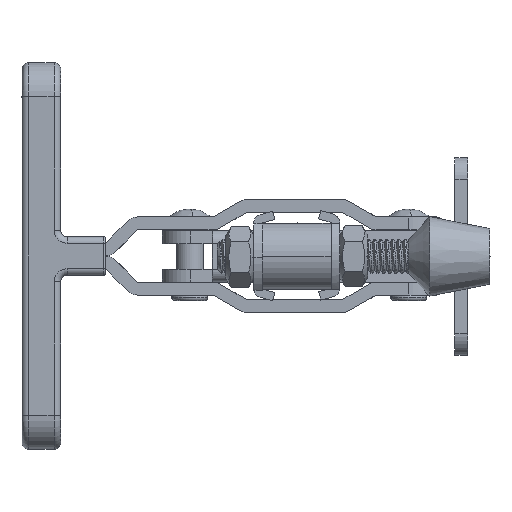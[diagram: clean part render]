
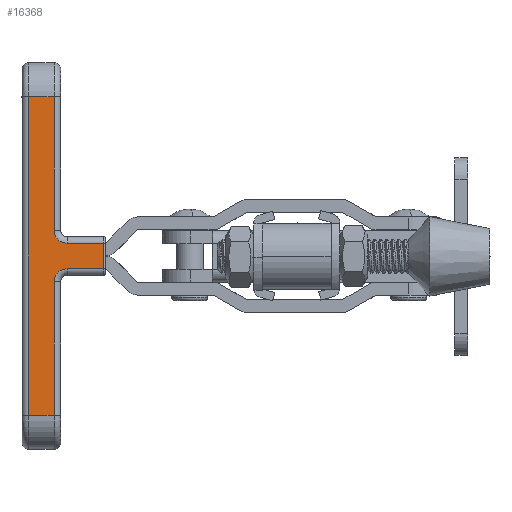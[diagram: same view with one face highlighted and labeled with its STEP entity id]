
A CAD part, left-side view. The second image highlights one B-rep face of the part: STEP entity #16368.
In plain terms, the highlighted face is planar.
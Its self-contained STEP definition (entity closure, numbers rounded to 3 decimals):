
#373 = VERTEX_POINT ( 'NONE', #2167 ) ;
#973 = ORIENTED_EDGE ( 'NONE', *, *, #7529, .T. ) ;
#1193 = VERTEX_POINT ( 'NONE', #25102 ) ;
#1262 = CARTESIAN_POINT ( 'NONE',  ( 3., -6., 14.3 ) ) ;
#1570 = EDGE_CURVE ( 'NONE', #1193, #30744, #10601, .T. ) ;
#1832 = EDGE_CURVE ( 'NONE', #6834, #30531, #20040, .T. ) ;
#2028 = CARTESIAN_POINT ( 'NONE',  ( 3., 6., 14.3 ) ) ;
#2062 = LINE ( 'NONE', #2492, #30368 ) ;
#2167 = CARTESIAN_POINT ( 'NONE',  ( 3., 37.1, 14.3 ) ) ;
#2492 = CARTESIAN_POINT ( 'NONE',  ( 3., -37.1, 14.3 ) ) ;
#2631 = CIRCLE ( 'NONE', #3566, 3. ) ;
#3030 = AXIS2_PLACEMENT_3D ( 'NONE', #15908, #35206, #18782 ) ;
#3140 = DIRECTION ( 'NONE',  ( 0., 1., 0. ) ) ;
#3335 = VECTOR ( 'NONE', #3140, 1000. ) ;
#3566 = AXIS2_PLACEMENT_3D ( 'NONE', #11346, #30529, #14115 ) ;
#4280 = DIRECTION ( 'NONE',  ( 1., 0., 0. ) ) ;
#4691 = EDGE_LOOP ( 'NONE', ( #14169, #32380, #24315, #24402, #12612, #19202, #973, #26577, #15966, #35006 ) ) ;
#5108 = AXIS2_PLACEMENT_3D ( 'NONE', #21144, #18025, #11107 ) ;
#5250 = DIRECTION ( 'NONE',  ( 0., 1., 0. ) ) ;
#5624 = VECTOR ( 'NONE', #25983, 1000. ) ;
#5840 = LINE ( 'NONE', #32793, #20408 ) ;
#6180 = VERTEX_POINT ( 'NONE', #11780 ) ;
#6834 = VERTEX_POINT ( 'NONE', #7997 ) ;
#6933 = CARTESIAN_POINT ( 'NONE',  ( -4.5, 37.1, 14.3 ) ) ;
#7529 = EDGE_CURVE ( 'NONE', #12362, #6180, #28505, .T. ) ;
#7645 = CARTESIAN_POINT ( 'NONE',  ( -3., 37.1, 14.3 ) ) ;
#7997 = CARTESIAN_POINT ( 'NONE',  ( 6., -3., 14.3 ) ) ;
#8138 = DIRECTION ( 'NONE',  ( 0., 1., 0. ) ) ;
#8452 = VERTEX_POINT ( 'NONE', #35550 ) ;
#8520 = VERTEX_POINT ( 'NONE', #27510 ) ;
#10601 = LINE ( 'NONE', #30915, #3335 ) ;
#10920 = VECTOR ( 'NONE', #4280, 1000. ) ;
#11107 = DIRECTION ( 'NONE',  ( -1., 0., 0. ) ) ;
#11346 = CARTESIAN_POINT ( 'NONE',  ( 6., 6., 14.3 ) ) ;
#11780 = CARTESIAN_POINT ( 'NONE',  ( -3., -37.1, 14.3 ) ) ;
#12362 = VERTEX_POINT ( 'NONE', #7645 ) ;
#12612 = ORIENTED_EDGE ( 'NONE', *, *, #14999, .T. ) ;
#14115 = DIRECTION ( 'NONE',  ( -1., 0., 0. ) ) ;
#14169 = ORIENTED_EDGE ( 'NONE', *, *, #24070, .T. ) ;
#14818 = DIRECTION ( 'NONE',  ( 1., 0., 0. ) ) ;
#14999 = EDGE_CURVE ( 'NONE', #23728, #373, #2062, .T. ) ;
#15060 = VECTOR ( 'NONE', #8138, 1000. ) ;
#15908 = CARTESIAN_POINT ( 'NONE',  ( -4.5, -37.1, 14.3 ) ) ;
#15966 = ORIENTED_EDGE ( 'NONE', *, *, #24356, .T. ) ;
#16368 = ADVANCED_FACE ( 'NONE', ( #26520 ), #24217, .F. ) ;
#16392 = DIRECTION ( 'NONE',  ( -1., 0., 0. ) ) ;
#17580 = CARTESIAN_POINT ( 'NONE',  ( 15., -3., 14.3 ) ) ;
#18025 = DIRECTION ( 'NONE',  ( 0., 0., 1. ) ) ;
#18782 = DIRECTION ( 'NONE',  ( -1., 0., 0. ) ) ;
#19202 = ORIENTED_EDGE ( 'NONE', *, *, #28143, .F. ) ;
#20040 = CIRCLE ( 'NONE', #5108, 3. ) ;
#20183 = LINE ( 'NONE', #23256, #5624 ) ;
#20197 = EDGE_CURVE ( 'NONE', #30744, #8520, #5840, .T. ) ;
#20408 = VECTOR ( 'NONE', #16392, 1000. ) ;
#21144 = CARTESIAN_POINT ( 'NONE',  ( 6., -6., 14.3 ) ) ;
#23256 = CARTESIAN_POINT ( 'NONE',  ( -4.5, -37.1, 14.3 ) ) ;
#23728 = VERTEX_POINT ( 'NONE', #2028 ) ;
#24070 = EDGE_CURVE ( 'NONE', #6834, #1193, #28394, .T. ) ;
#24217 = PLANE ( 'NONE',  #3030 ) ;
#24315 = ORIENTED_EDGE ( 'NONE', *, *, #20197, .T. ) ;
#24356 = EDGE_CURVE ( 'NONE', #8452, #30531, #28791, .T. ) ;
#24402 = ORIENTED_EDGE ( 'NONE', *, *, #33318, .F. ) ;
#24566 = CARTESIAN_POINT ( 'NONE',  ( 3., -37.1, 14.3 ) ) ;
#25102 = CARTESIAN_POINT ( 'NONE',  ( 14.5, -3., 14.3 ) ) ;
#25449 = CARTESIAN_POINT ( 'NONE',  ( -3., -37.1, 14.3 ) ) ;
#25538 = LINE ( 'NONE', #6933, #10920 ) ;
#25983 = DIRECTION ( 'NONE',  ( 1., 0., 0. ) ) ;
#26520 = FACE_OUTER_BOUND ( 'NONE', #4691, .T. ) ;
#26577 = ORIENTED_EDGE ( 'NONE', *, *, #33533, .T. ) ;
#27510 = CARTESIAN_POINT ( 'NONE',  ( 6., 3., 14.3 ) ) ;
#28143 = EDGE_CURVE ( 'NONE', #12362, #373, #25538, .T. ) ;
#28186 = DIRECTION ( 'NONE',  ( 0., -1., 0. ) ) ;
#28394 = LINE ( 'NONE', #17580, #34797 ) ;
#28505 = LINE ( 'NONE', #25449, #34910 ) ;
#28791 = LINE ( 'NONE', #24566, #15060 ) ;
#30368 = VECTOR ( 'NONE', #5250, 1000. ) ;
#30529 = DIRECTION ( 'NONE',  ( 0., 0., 1. ) ) ;
#30531 = VERTEX_POINT ( 'NONE', #1262 ) ;
#30744 = VERTEX_POINT ( 'NONE', #31608 ) ;
#30915 = CARTESIAN_POINT ( 'NONE',  ( 14.5, -37.1, 14.3 ) ) ;
#31608 = CARTESIAN_POINT ( 'NONE',  ( 14.5, 3., 14.3 ) ) ;
#32380 = ORIENTED_EDGE ( 'NONE', *, *, #1570, .T. ) ;
#32793 = CARTESIAN_POINT ( 'NONE',  ( 4.5, 3., 14.3 ) ) ;
#33318 = EDGE_CURVE ( 'NONE', #23728, #8520, #2631, .T. ) ;
#33533 = EDGE_CURVE ( 'NONE', #6180, #8452, #20183, .T. ) ;
#34797 = VECTOR ( 'NONE', #14818, 1000. ) ;
#34910 = VECTOR ( 'NONE', #28186, 1000. ) ;
#35006 = ORIENTED_EDGE ( 'NONE', *, *, #1832, .F. ) ;
#35206 = DIRECTION ( 'NONE',  ( 0., 0., -1. ) ) ;
#35550 = CARTESIAN_POINT ( 'NONE',  ( 3., -37.1, 14.3 ) ) ;
